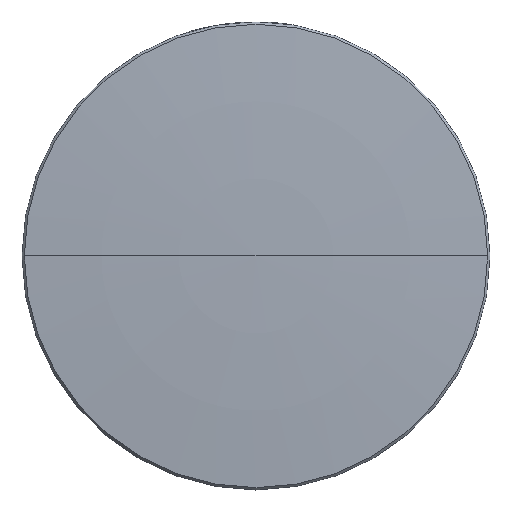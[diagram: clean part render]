
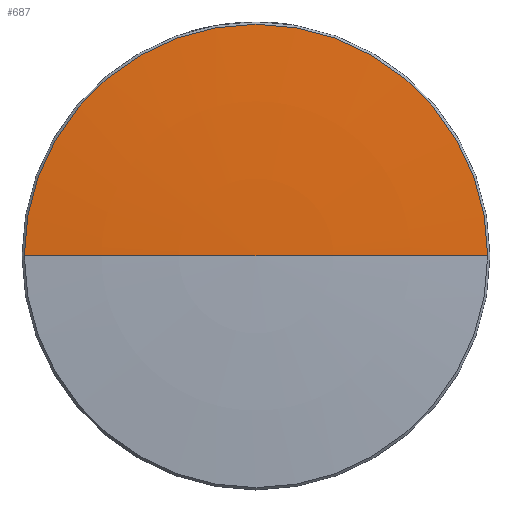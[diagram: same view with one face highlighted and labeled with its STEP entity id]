
A CAD part, top view. The second image highlights one B-rep face of the part: STEP entity #687.
In plain terms, the highlighted toroidal (fillet/blend) face has major radius 0.052 mm and minor radius 345.06 mm.
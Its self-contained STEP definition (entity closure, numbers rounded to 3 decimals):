
#273 = AXIS2_PLACEMENT_3D ( 'NONE', #1766, #894, #1346 ) ;
#368 = CARTESIAN_POINT ( 'NONE',  ( 12.721, 18.371, -295.246 ) ) ;
#402 = CARTESIAN_POINT ( 'NONE',  ( 12.668, 18.371, 48.893 ) ) ;
#412 = AXIS2_PLACEMENT_3D ( 'NONE', #776, #2289, #963 ) ;
#526 = CARTESIAN_POINT ( 'NONE',  ( 37.819, 18.371, 48.893 ) ) ;
#544 = CIRCLE ( 'NONE', #273, 345.06 ) ;
#588 = DIRECTION ( 'NONE',  ( 0., 1., 0. ) ) ;
#650 = DIRECTION ( 'NONE',  ( -1., 0., 0. ) ) ;
#655 = DIRECTION ( 'NONE',  ( 0., 0., 1. ) ) ;
#683 = TOROIDAL_SURFACE ( 'NONE', #412, -0.053, 345.06 ) ;
#687 = ADVANCED_FACE ( 'NONE', ( #2390 ), #683, .T. ) ;
#771 = DIRECTION ( 'NONE',  ( -1., 0., 0. ) ) ;
#776 = CARTESIAN_POINT ( 'NONE',  ( 12.668, 18.371, -295.246 ) ) ;
#894 = DIRECTION ( 'NONE',  ( 0., -1., 0. ) ) ;
#963 = DIRECTION ( 'NONE',  ( 1., 0., 0. ) ) ;
#1257 = CARTESIAN_POINT ( 'NONE',  ( -12.483, 18.371, 48.893 ) ) ;
#1346 = DIRECTION ( 'NONE',  ( 0., 0., -1. ) ) ;
#1395 = ORIENTED_EDGE ( 'NONE', *, *, #2791, .T. ) ;
#1466 = VERTEX_POINT ( 'NONE', #1257 ) ;
#1517 = CIRCLE ( 'NONE', #2444, 345.06 ) ;
#1541 = CARTESIAN_POINT ( 'NONE',  ( 12.668, 18.371, 49.814 ) ) ;
#1675 = VERTEX_POINT ( 'NONE', #1541 ) ;
#1766 = CARTESIAN_POINT ( 'NONE',  ( 12.616, 18.371, -295.246 ) ) ;
#1857 = EDGE_LOOP ( 'NONE', ( #2556, #1395, #2077 ) ) ;
#1931 = CIRCLE ( 'NONE', #2790, 25.151 ) ;
#2077 = ORIENTED_EDGE ( 'NONE', *, *, #2220, .F. ) ;
#2165 = VERTEX_POINT ( 'NONE', #526 ) ;
#2220 = EDGE_CURVE ( 'NONE', #2165, #1675, #544, .T. ) ;
#2289 = DIRECTION ( 'NONE',  ( 0., 0., 1. ) ) ;
#2369 = EDGE_CURVE ( 'NONE', #2165, #1466, #1931, .T. ) ;
#2390 = FACE_OUTER_BOUND ( 'NONE', #1857, .T. ) ;
#2444 = AXIS2_PLACEMENT_3D ( 'NONE', #368, #588, #771 ) ;
#2556 = ORIENTED_EDGE ( 'NONE', *, *, #2369, .T. ) ;
#2790 = AXIS2_PLACEMENT_3D ( 'NONE', #402, #655, #650 ) ;
#2791 = EDGE_CURVE ( 'NONE', #1466, #1675, #1517, .T. ) ;
